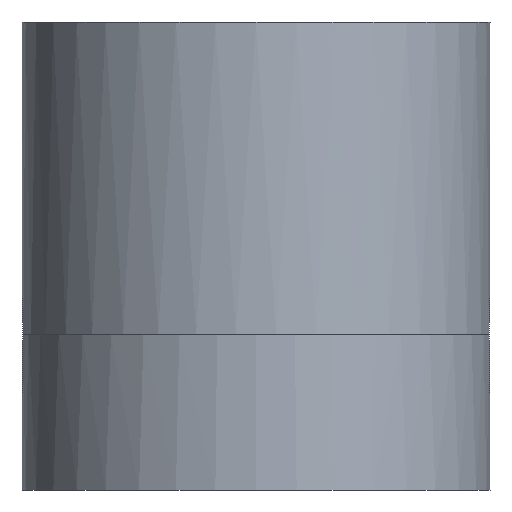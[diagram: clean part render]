
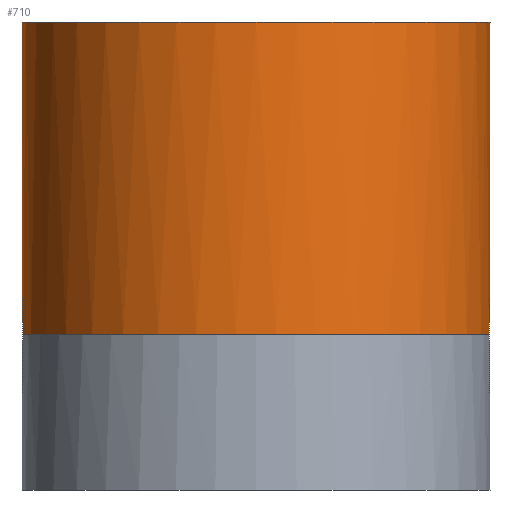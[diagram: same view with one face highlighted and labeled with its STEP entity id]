
A CAD part, left-side view. The second image highlights one B-rep face of the part: STEP entity #710.
In plain terms, the highlighted cylindrical face has radius 15 mm (diameter 30 mm), a full revolution.
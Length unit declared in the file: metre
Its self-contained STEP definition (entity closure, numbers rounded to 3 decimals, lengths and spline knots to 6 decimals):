
#16=CYLINDRICAL_SURFACE('',#1000,0.015);
#324=ORIENTED_EDGE('',*,*,#415,.F.);
#325=ORIENTED_EDGE('',*,*,#416,.T.);
#326=ORIENTED_EDGE('',*,*,#417,.T.);
#415=EDGE_CURVE('',#477,#477,#489,.T.);
#416=EDGE_CURVE('',#478,#479,#490,.T.);
#417=EDGE_CURVE('',#479,#478,#491,.T.);
#477=VERTEX_POINT('',#1360);
#478=VERTEX_POINT('',#1363);
#479=VERTEX_POINT('',#1364);
#489=CIRCLE('',#999,0.015);
#490=CIRCLE('',#1001,0.015);
#491=CIRCLE('',#1002,0.015);
#544=EDGE_LOOP('',(#324));
#545=EDGE_LOOP('',(#325,#326));
#600=FACE_BOUND('',#544,.T.);
#601=FACE_BOUND('',#545,.T.);
#710=ADVANCED_FACE('',(#600,#601),#16,.T.);
#999=AXIS2_PLACEMENT_3D('',#1359,#1168,#1169);
#1000=AXIS2_PLACEMENT_3D('',#1361,#1170,#1171);
#1001=AXIS2_PLACEMENT_3D('',#1362,#1172,#1173);
#1002=AXIS2_PLACEMENT_3D('',#1365,#1174,#1175);
#1168=DIRECTION('',(0.,0.,1.));
#1169=DIRECTION('',(1.,0.,0.));
#1170=DIRECTION('',(0.,0.,-1.));
#1171=DIRECTION('',(1.,0.,0.));
#1172=DIRECTION('',(0.,0.,1.));
#1173=DIRECTION('',(1.,0.,0.));
#1174=DIRECTION('',(0.,0.,1.));
#1175=DIRECTION('',(1.,0.,0.));
#1359=CARTESIAN_POINT('',(0.,0.,0.08));
#1360=CARTESIAN_POINT('',(0.015,0.,0.08));
#1361=CARTESIAN_POINT('',(0.,0.,0.06));
#1362=CARTESIAN_POINT('',(0.,0.,0.06));
#1363=CARTESIAN_POINT('',(0.001,0.014967,0.06));
#1364=CARTESIAN_POINT('',(0.001,-0.014967,0.06));
#1365=CARTESIAN_POINT('',(0.,0.,0.06));
